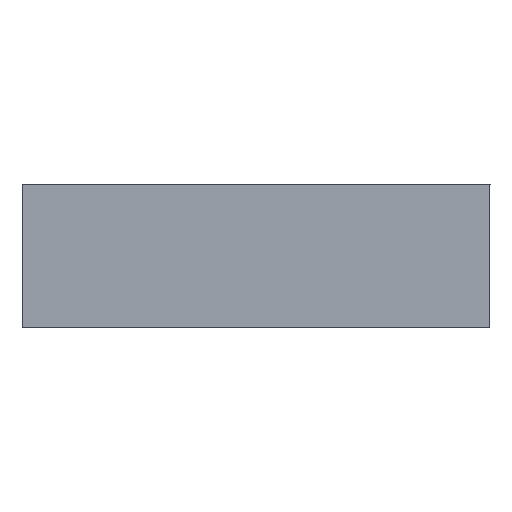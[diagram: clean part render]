
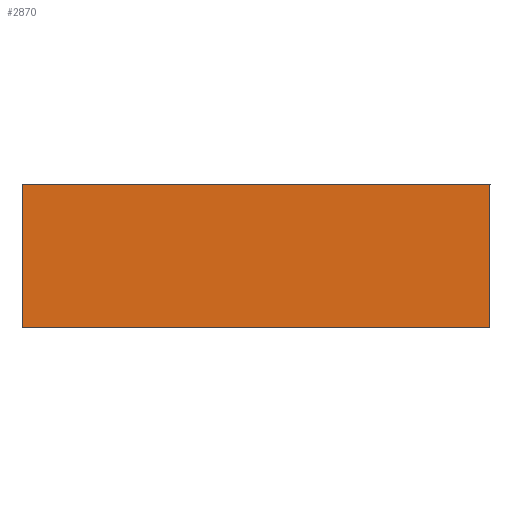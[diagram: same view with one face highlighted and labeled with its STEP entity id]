
A CAD part, front view. The second image highlights one B-rep face of the part: STEP entity #2870.
In plain terms, the highlighted planar face has unit normal (0, -1, 0).
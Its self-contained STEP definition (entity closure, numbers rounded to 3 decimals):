
#140=FACE_OUTER_BOUND('',#285,.T.);
#285=EDGE_LOOP('',(#1891,#1892,#1893,#1894));
#450=LINE('',#4010,#809);
#451=LINE('',#4012,#810);
#452=LINE('',#4014,#811);
#453=LINE('',#4015,#812);
#809=VECTOR('',#3239,1.);
#810=VECTOR('',#3240,1.);
#811=VECTOR('',#3241,1.);
#812=VECTOR('',#3242,1.);
#1168=VERTEX_POINT('',#4008);
#1169=VERTEX_POINT('',#4009);
#1170=VERTEX_POINT('',#4011);
#1171=VERTEX_POINT('',#4013);
#1459=EDGE_CURVE('',#1168,#1169,#450,.T.);
#1460=EDGE_CURVE('',#1169,#1170,#451,.T.);
#1461=EDGE_CURVE('',#1170,#1171,#452,.T.);
#1462=EDGE_CURVE('',#1171,#1168,#453,.T.);
#1891=ORIENTED_EDGE('',*,*,#1459,.T.);
#1892=ORIENTED_EDGE('',*,*,#1460,.T.);
#1893=ORIENTED_EDGE('',*,*,#1461,.T.);
#1894=ORIENTED_EDGE('',*,*,#1462,.T.);
#2755=PLANE('',#3030);
#2870=ADVANCED_FACE('',(#140),#2755,.T.);
#3030=AXIS2_PLACEMENT_3D('',#4007,#3237,#3238);
#3237=DIRECTION('center_axis',(0.,-1.,
0.));
#3238=DIRECTION('ref_axis',(0.,0.,-1.));
#3239=DIRECTION('',(-1.,0.,0.));
#3240=DIRECTION('',(0.,0.,-1.));
#3241=DIRECTION('',(1.,0.,0.));
#3242=DIRECTION('',(0.,0.,1.));
#4007=CARTESIAN_POINT('Origin',(85.156,-152.912,11.918));
#4008=CARTESIAN_POINT('',(85.156,-152.912,11.918));
#4009=CARTESIAN_POINT('',(-114.844,-152.865,11.918));
#4010=CARTESIAN_POINT('',(-114.844,-152.865,11.918));
#4011=CARTESIAN_POINT('',(-114.844,-152.864,-49.582));
#4012=CARTESIAN_POINT('',(-114.844,-152.865,11.918));
#4013=CARTESIAN_POINT('',(85.156,-152.911,-49.582));
#4014=CARTESIAN_POINT('',(-114.844,-152.864,-49.582));
#4015=CARTESIAN_POINT('',(85.156,-152.912,11.918));
